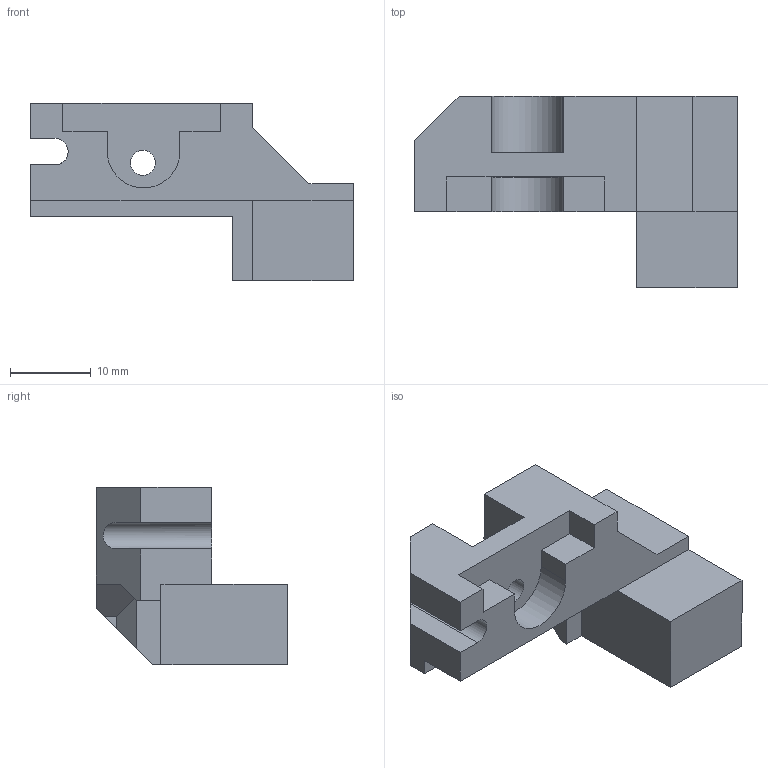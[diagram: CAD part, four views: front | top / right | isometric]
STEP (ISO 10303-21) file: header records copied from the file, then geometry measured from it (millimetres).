
FILE_DESCRIPTION(/* description */ (''),/* implementation_level */ '2;1');
FILE_NAME(/* name */ 'Case_Batterie_Sensor_holder.step',/* time_stamp */ '2020-06-05T17:11:42+02:00',/* author */ (''),/* organization */ (''),/* preprocessor_version */ 'ST-DEVELOPER v18.1',/* originating_system */ 'Autodesk Translation Framework v9.3.0.1241',/* authorisation */ '');
FILE_SCHEMA (('AUTOMOTIVE_DESIGN { 1 0 10303 214 3 1 1 }'));
Length unit declared in the file: millimetre
Products named in the file (2): New Case flipped_Power; OBS-C-003-V1 v1
Assembly tree (1 placements, depth 2):
  New Case flipped_Power
    OBS-C-003-V1 v1
Bounding box: 40 x 23.7 x 22 mm (x, y, z)
Volume: 6832 mm3; surface area: 3370.8 mm2
Topology: 1 solids, 1 shells, 42 faces, 118 edges, 78 vertices
Faces by surface type: plane 36, cylinder 6
Full cylindrical faces by diameter (mm): 3.1 x1
Entity records: 1402 total; most frequent: CARTESIAN_POINT 241, ORIENTED_EDGE 236, DIRECTION 220, EDGE_CURVE 118, LINE 106, VECTOR 106, VERTEX_POINT 78, AXIS2_PLACEMENT_3D 57
